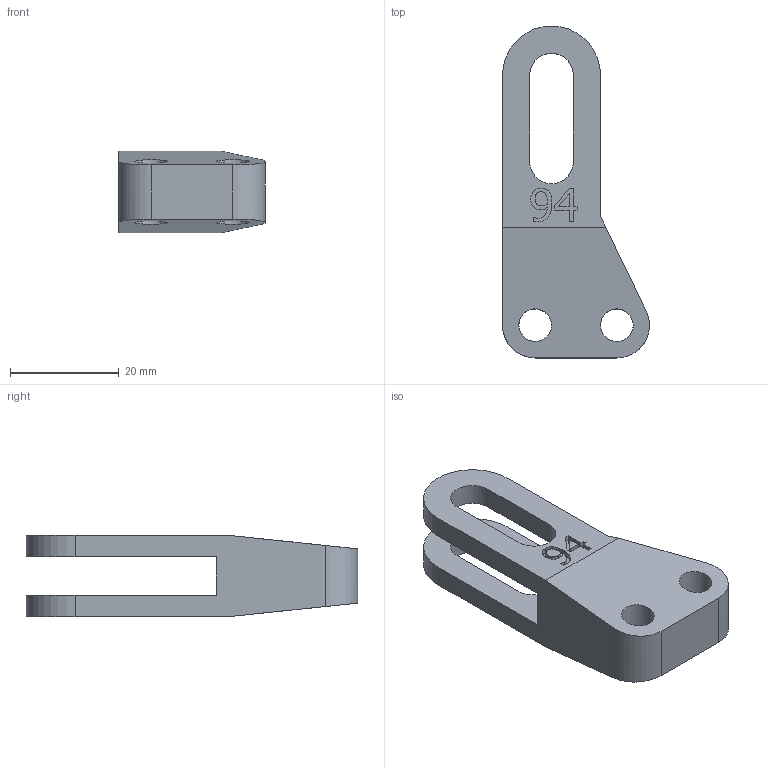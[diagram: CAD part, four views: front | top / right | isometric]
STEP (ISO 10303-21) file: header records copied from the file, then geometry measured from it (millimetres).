
FILE_DESCRIPTION(/* description */ (''),/* implementation_level */ '2;1');
FILE_NAME(/* name */ '1번부품.stp',/* time_stamp */ '2021-09-05T10:43:58+09:00',/* author */ ('서울공업고등학교'),/* organization */ (''),/* preprocessor_version */ 'ST-DEVELOPER v18.1',/* originating_system */ 'Autodesk Inventor 2022',/* authorisation */ '');
FILE_SCHEMA (('AUTOMOTIVE_DESIGN { 1 0 10303 214 3 1 1 }'));
Length unit declared in the file: millimetre
Products named in the file (1): 1번부품
Bounding box: 27 x 61 x 15 mm (x, y, z)
Volume: 10238 mm3; surface area: 5373.9 mm2
Topology: 1 solids, 1 shells, 65 faces, 175 edges, 116 vertices
Faces by surface type: plane 36, bspline 19, cylinder 10
Full cylindrical faces by diameter (mm): 6 x2
Entity records: 2184 total; most frequent: CARTESIAN_POINT 604, ORIENTED_EDGE 350, DIRECTION 251, EDGE_CURVE 175, LINE 117, VECTOR 117, VERTEX_POINT 116, EDGE_LOOP 77
